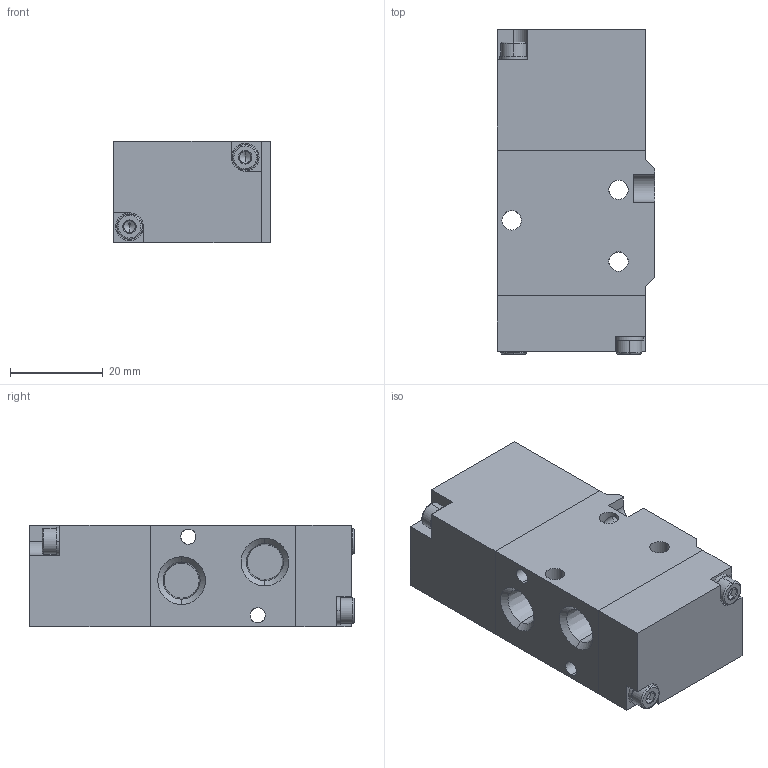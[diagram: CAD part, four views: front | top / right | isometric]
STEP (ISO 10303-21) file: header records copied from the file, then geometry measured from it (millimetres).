
FILE_DESCRIPTION (( 'STEP AP203' ), '1' );
FILE_NAME ('7010010400U.step', '2024-02-07T21:29:13', ( '' ), ( '' ), 'SwSTEP 2.0', 'SolidWorks 2023', '' );
FILE_SCHEMA (( 'CONFIG_CONTROL_DESIGN' ));
Length unit declared in the file: inch
Products named in the file (1): 7010010400U
Bounding box: 34 x 70.1 x 22 mm (x, y, z)
Volume: 46708.7 mm3; surface area: 15008.2 mm2
Topology: 11 solids, 11 shells, 236 faces, 542 edges, 328 vertices
Faces by surface type: plane 112, cylinder 52, cone 48, bspline 24
Entity records: 7429 total; most frequent: CARTESIAN_POINT 2095, DIRECTION 1104, ORIENTED_EDGE 1068, EDGE_CURVE 534, AXIS2_PLACEMENT_3D 413, VERTEX_POINT 328, VECTOR 278, LINE 278
